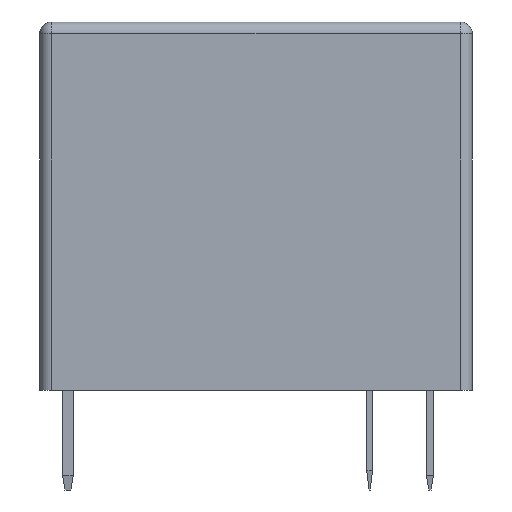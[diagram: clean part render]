
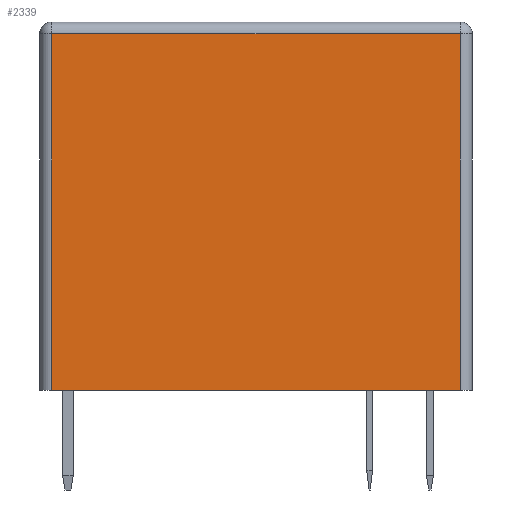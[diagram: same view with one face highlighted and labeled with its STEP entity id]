
A CAD part, front view. The second image highlights one B-rep face of the part: STEP entity #2339.
In plain terms, the highlighted planar face has unit normal (0, -1, 0).
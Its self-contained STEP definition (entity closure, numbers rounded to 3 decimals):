
#1423 = VERTEX_POINT ( 'NONE', #2262 ) ;
#1461 = EDGE_LOOP ( 'NONE', ( #4999, #3728, #11112, #4248 ) ) ;
#2026 = CARTESIAN_POINT ( 'NONE',  ( -8.6, -5.1, 15.5 ) ) ;
#2262 = CARTESIAN_POINT ( 'NONE',  ( 8.6, -5.1, 15. ) ) ;
#2339 = ADVANCED_FACE ( 'NONE', ( #2436 ), #3068, .F. ) ;
#2436 = FACE_OUTER_BOUND ( 'NONE', #1461, .T. ) ;
#2988 = DIRECTION ( 'NONE',  ( 0., 0., 1. ) ) ;
#3068 = PLANE ( 'NONE',  #15034 ) ;
#3131 = CARTESIAN_POINT ( 'NONE',  ( -9.1, -5.1, 15. ) ) ;
#3302 = LINE ( 'NONE', #3131, #15207 ) ;
#3728 = ORIENTED_EDGE ( 'NONE', *, *, #6490, .T. ) ;
#4130 = LINE ( 'NONE', #12630, #9051 ) ;
#4232 = VERTEX_POINT ( 'NONE', #15735 ) ;
#4248 = ORIENTED_EDGE ( 'NONE', *, *, #10990, .T. ) ;
#4260 = LINE ( 'NONE', #4340, #12212 ) ;
#4340 = CARTESIAN_POINT ( 'NONE',  ( 8.6, -5.1, 15.5 ) ) ;
#4498 = DIRECTION ( 'NONE',  ( -1., 0., 0. ) ) ;
#4999 = ORIENTED_EDGE ( 'NONE', *, *, #5842, .T. ) ;
#5300 = EDGE_CURVE ( 'NONE', #9644, #10558, #4130, .T. ) ;
#5565 = DIRECTION ( 'NONE',  ( 1., 0., 0. ) ) ;
#5766 = DIRECTION ( 'NONE',  ( 0., 0., 1. ) ) ;
#5842 = EDGE_CURVE ( 'NONE', #1423, #4232, #3302, .T. ) ;
#6490 = EDGE_CURVE ( 'NONE', #4232, #9644, #8112, .T. ) ;
#7143 = CARTESIAN_POINT ( 'NONE',  ( -8.6, -5.1, 0. ) ) ;
#7883 = CARTESIAN_POINT ( 'NONE',  ( 8.6, -5.1, 0. ) ) ;
#8112 = LINE ( 'NONE', #2026, #10518 ) ;
#8177 = DIRECTION ( 'NONE',  ( 0., 1., 0. ) ) ;
#9051 = VECTOR ( 'NONE', #5565, 1000. ) ;
#9644 = VERTEX_POINT ( 'NONE', #7143 ) ;
#10518 = VECTOR ( 'NONE', #13036, 1000. ) ;
#10558 = VERTEX_POINT ( 'NONE', #7883 ) ;
#10990 = EDGE_CURVE ( 'NONE', #10558, #1423, #4260, .T. ) ;
#11112 = ORIENTED_EDGE ( 'NONE', *, *, #5300, .T. ) ;
#12212 = VECTOR ( 'NONE', #5766, 1000. ) ;
#12630 = CARTESIAN_POINT ( 'NONE',  ( -9.1, -5.1, 0. ) ) ;
#13036 = DIRECTION ( 'NONE',  ( 0., 0., -1. ) ) ;
#14074 = CARTESIAN_POINT ( 'NONE',  ( -9.1, -5.1, 15.5 ) ) ;
#15034 = AXIS2_PLACEMENT_3D ( 'NONE', #14074, #8177, #2988 ) ;
#15207 = VECTOR ( 'NONE', #4498, 1000. ) ;
#15735 = CARTESIAN_POINT ( 'NONE',  ( -8.6, -5.1, 15. ) ) ;
